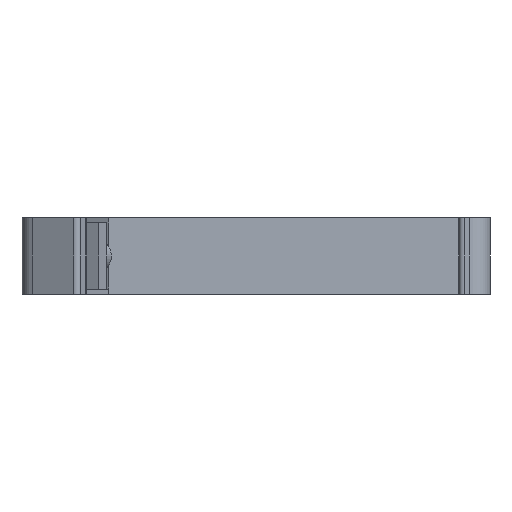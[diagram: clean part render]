
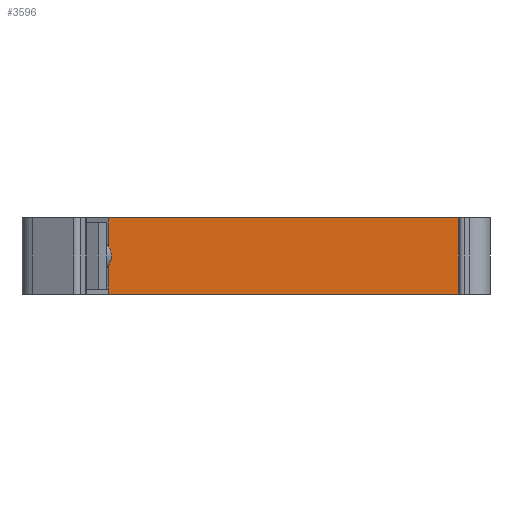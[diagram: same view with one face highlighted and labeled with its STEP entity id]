
A CAD part, front view. The second image highlights one B-rep face of the part: STEP entity #3596.
In plain terms, the highlighted planar face has unit normal (0, -1, 0).
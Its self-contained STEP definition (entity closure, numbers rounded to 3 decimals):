
#210 = CARTESIAN_POINT ( 'NONE',  ( -35.755, -23.7, -3.25 ) ) ;
#309 = VECTOR ( 'NONE', #3721, 1000. ) ;
#566 = CARTESIAN_POINT ( 'NONE',  ( -35.755, -23.7, -0.901 ) ) ;
#912 = VERTEX_POINT ( 'NONE', #3251 ) ;
#1133 = CARTESIAN_POINT ( 'NONE',  ( -35.755, -23.7, 0.901 ) ) ;
#1180 = CARTESIAN_POINT ( 'NONE',  ( -35.755, -23.7, -3.75 ) ) ;
#1368 = FACE_OUTER_BOUND ( 'NONE', #5435, .T. ) ;
#1401 = CARTESIAN_POINT ( 'NONE',  ( -35.466, -23.7, 0. ) ) ;
#1514 = VECTOR ( 'NONE', #5257, 1000. ) ;
#1594 = LINE ( 'NONE', #8277, #6947 ) ;
#1682 = EDGE_CURVE ( 'NONE', #4947, #912, #1594, .T. ) ;
#1745 = CARTESIAN_POINT ( 'NONE',  ( -35.466, -23.7, 0.32 ) ) ;
#1777 = CARTESIAN_POINT ( 'NONE',  ( -35.755, -23.7, -3.25 ) ) ;
#1903 = CARTESIAN_POINT ( 'NONE',  ( -0.312, -23.7, -3.75 ) ) ;
#2233 = VERTEX_POINT ( 'NONE', #1401 ) ;
#2321 = LINE ( 'NONE', #1777, #4642 ) ;
#2511 = CARTESIAN_POINT ( 'NONE',  ( -35.466, -23.7, 0. ) ) ;
#2586 = ORIENTED_EDGE ( 'NONE', *, *, #4619, .T. ) ;
#2917 = DIRECTION ( 'NONE',  ( 0., 0., 1. ) ) ;
#3124 = LINE ( 'NONE', #3171, #6401 ) ;
#3126 = CARTESIAN_POINT ( 'NONE',  ( -35.565, -23.7, 0.627 ) ) ;
#3171 = CARTESIAN_POINT ( 'NONE',  ( -35.755, -23.7, -3.75 ) ) ;
#3251 = CARTESIAN_POINT ( 'NONE',  ( -0.312, -23.7, 3.75 ) ) ;
#3270 = EDGE_CURVE ( 'NONE', #5685, #6399, #3586, .T. ) ;
#3539 = CARTESIAN_POINT ( 'NONE',  ( -0.312, -23.7, -3.75 ) ) ;
#3586 = LINE ( 'NONE', #210, #7118 ) ;
#3596 = ADVANCED_FACE ( 'NONE', ( #1368 ), #4077, .T. ) ;
#3721 = DIRECTION ( 'NONE',  ( 1., 0., 0. ) ) ;
#3738 = DIRECTION ( 'NONE',  ( 0., 0., 1. ) ) ;
#3904 = ORIENTED_EDGE ( 'NONE', *, *, #4886, .F. ) ;
#3913 = ORIENTED_EDGE ( 'NONE', *, *, #6773, .F. ) ;
#3943 = DIRECTION ( 'NONE',  ( 0., -1., 0. ) ) ;
#4030 =( BOUNDED_CURVE ( )  B_SPLINE_CURVE ( 3, ( #2511, #1745, #3126, #1133 ),
 .UNSPECIFIED., .F., .F. ) 
 B_SPLINE_CURVE_WITH_KNOTS ( ( 4, 4 ),
 ( 0., 0.541 ),
 .UNSPECIFIED. ) 
 CURVE ( )  GEOMETRIC_REPRESENTATION_ITEM ( )  RATIONAL_B_SPLINE_CURVE ( ( 1., 0.976, 0.976, 1. ) ) 
 REPRESENTATION_ITEM ( '' )  );
#4077 = PLANE ( 'NONE',  #4855 ) ;
#4138 = ORIENTED_EDGE ( 'NONE', *, *, #7390, .T. ) ;
#4431 = VERTEX_POINT ( 'NONE', #3539 ) ;
#4619 = EDGE_CURVE ( 'NONE', #4798, #4431, #7170, .T. ) ;
#4642 = VECTOR ( 'NONE', #3738, 1000. ) ;
#4798 = VERTEX_POINT ( 'NONE', #1180 ) ;
#4855 = AXIS2_PLACEMENT_3D ( 'NONE', #1903, #3943, #6645 ) ;
#4886 = EDGE_CURVE ( 'NONE', #4798, #5685, #3124, .T. ) ;
#4947 = VERTEX_POINT ( 'NONE', #5334 ) ;
#5257 = DIRECTION ( 'NONE',  ( 0., 0., 1. ) ) ;
#5307 = CARTESIAN_POINT ( 'NONE',  ( -0.312, -23.7, -3.75 ) ) ;
#5334 = CARTESIAN_POINT ( 'NONE',  ( -35.755, -23.7, 3.75 ) ) ;
#5356 = EDGE_CURVE ( 'NONE', #6399, #2233, #8549, .T. ) ;
#5435 = EDGE_LOOP ( 'NONE', ( #7866, #5570, #3904, #2586, #4138, #7426, #8037, #3913 ) ) ;
#5458 = CARTESIAN_POINT ( 'NONE',  ( -35.466, -23.7, 0. ) ) ;
#5570 = ORIENTED_EDGE ( 'NONE', *, *, #3270, .F. ) ;
#5685 = VERTEX_POINT ( 'NONE', #8526 ) ;
#5793 = VERTEX_POINT ( 'NONE', #7449 ) ;
#5976 = CARTESIAN_POINT ( 'NONE',  ( -35.466, -23.7, -0.32 ) ) ;
#6150 = CARTESIAN_POINT ( 'NONE',  ( -35.565, -23.7, -0.627 ) ) ;
#6399 = VERTEX_POINT ( 'NONE', #566 ) ;
#6401 = VECTOR ( 'NONE', #7853, 1000. ) ;
#6645 = DIRECTION ( 'NONE',  ( 1., 0., 0. ) ) ;
#6684 = CARTESIAN_POINT ( 'NONE',  ( -35.755, -23.7, -0.901 ) ) ;
#6773 = EDGE_CURVE ( 'NONE', #2233, #5793, #4030, .T. ) ;
#6947 = VECTOR ( 'NONE', #8322, 1000. ) ;
#7118 = VECTOR ( 'NONE', #2917, 1000. ) ;
#7170 = LINE ( 'NONE', #8449, #309 ) ;
#7221 = EDGE_CURVE ( 'NONE', #5793, #4947, #2321, .T. ) ;
#7390 = EDGE_CURVE ( 'NONE', #4431, #912, #8654, .T. ) ;
#7426 = ORIENTED_EDGE ( 'NONE', *, *, #1682, .F. ) ;
#7449 = CARTESIAN_POINT ( 'NONE',  ( -35.755, -23.7, 0.901 ) ) ;
#7853 = DIRECTION ( 'NONE',  ( 0., 0., 1. ) ) ;
#7866 = ORIENTED_EDGE ( 'NONE', *, *, #5356, .F. ) ;
#8037 = ORIENTED_EDGE ( 'NONE', *, *, #7221, .F. ) ;
#8277 = CARTESIAN_POINT ( 'NONE',  ( -0.312, -23.7, 3.75 ) ) ;
#8322 = DIRECTION ( 'NONE',  ( 1., 0., 0. ) ) ;
#8449 = CARTESIAN_POINT ( 'NONE',  ( -0.312, -23.7, -3.75 ) ) ;
#8526 = CARTESIAN_POINT ( 'NONE',  ( -35.755, -23.7, -3.25 ) ) ;
#8549 =( BOUNDED_CURVE ( )  B_SPLINE_CURVE ( 3, ( #6684, #6150, #5976, #5458 ),
 .UNSPECIFIED., .F., .F. ) 
 B_SPLINE_CURVE_WITH_KNOTS ( ( 4, 4 ),
 ( 5.742, 6.283 ),
 .UNSPECIFIED. ) 
 CURVE ( )  GEOMETRIC_REPRESENTATION_ITEM ( )  RATIONAL_B_SPLINE_CURVE ( ( 1., 0.976, 0.976, 1. ) ) 
 REPRESENTATION_ITEM ( '' )  );
#8654 = LINE ( 'NONE', #5307, #1514 ) ;
